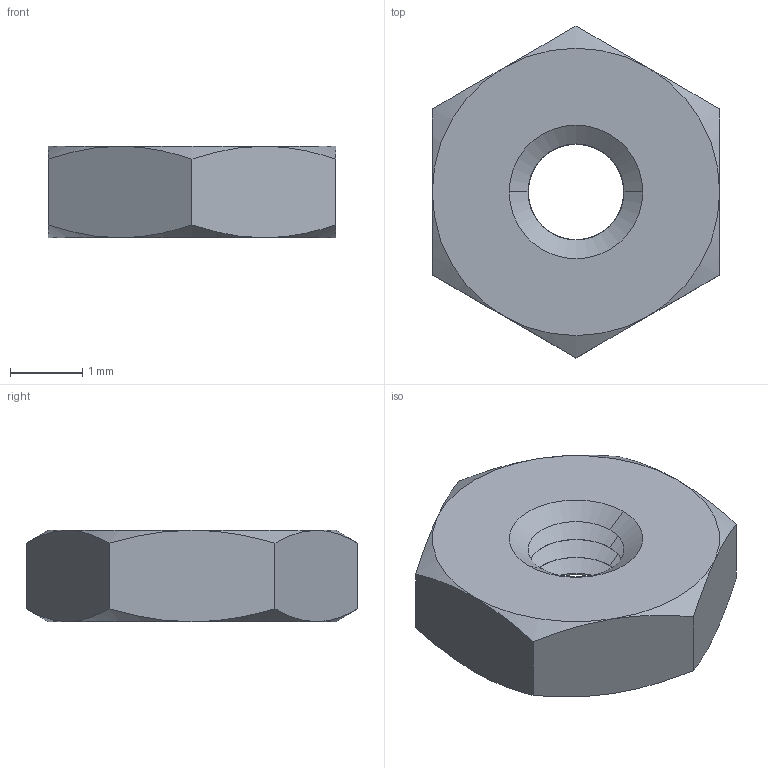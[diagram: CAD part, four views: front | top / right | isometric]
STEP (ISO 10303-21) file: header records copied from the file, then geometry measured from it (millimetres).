
FILE_DESCRIPTION (( 'STEP AP214' ), '1' );
FILE_NAME ('Slider Guide Nut (MSHXNUT 0.067-72-D-S).STEP', '2025-07-06T08:35:22', ( '' ), ( '' ), 'SwSTEP 2.0', 'SolidWorks 2025', '' );
FILE_SCHEMA (( 'AUTOMOTIVE_DESIGN' ));
Length unit declared in the file: inch
Products named in the file (1): Slider Guide Nut (MSHXNUT 0.067-72-D-S)_MSHXNUT 0.073-72-D-S
Bounding box: 3.99 x 4.6 x 1.27 mm (x, y, z)
Volume: 14.9 mm3; surface area: 49.1 mm2
Topology: 1 solids, 1 shells, 42 faces, 88 edges, 48 vertices
Faces by surface type: cone 28, plane 8, cylinder 6
Entity records: 1192 total; most frequent: CARTESIAN_POINT 283, DIRECTION 186, ORIENTED_EDGE 176, EDGE_CURVE 88, AXIS2_PLACEMENT_3D 79, VERTEX_POINT 48, EDGE_LOOP 44, ADVANCED_FACE 42
